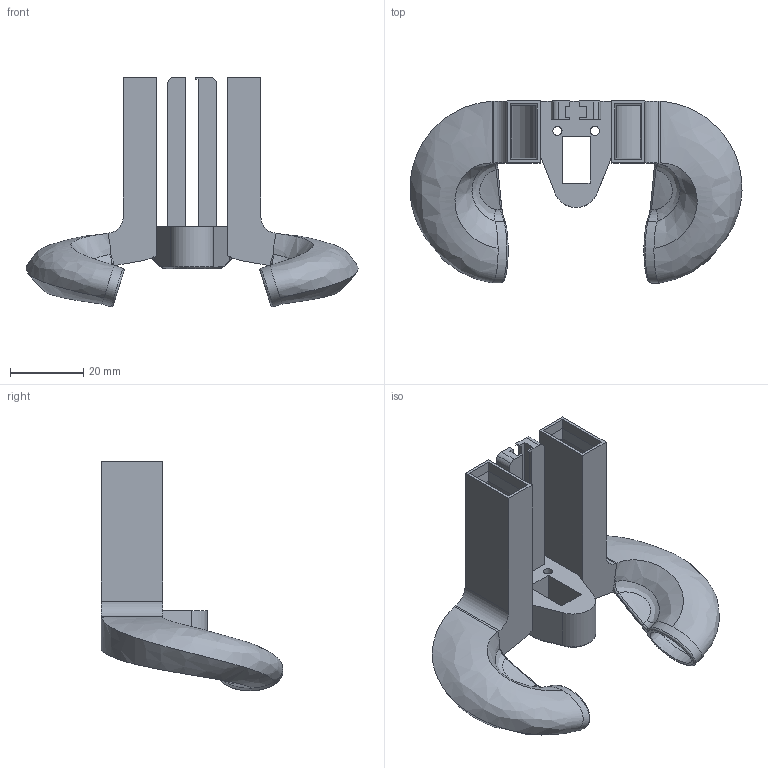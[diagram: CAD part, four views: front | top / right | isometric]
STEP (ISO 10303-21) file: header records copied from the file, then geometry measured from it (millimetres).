
FILE_DESCRIPTION(('HOOPS Exchange Step'),'2;1');
FILE_NAME('temp_export','2024-07-07T08:56:42-14:00',('bjonk'),('Shapr3D Limited'),'HOOPS Exchange 2024.2','Shapr3D','Authorized');
FILE_SCHEMA( ('AUTOMOTIVE_DESIGN { 1 0 10303 214 1 1 1 1 }') );
Length unit declared in the file: millimetre
Products named in the file (4): Euclid nozzle v5.stp; Breezer Nozzle Euclid.x_t; My variations; root
Assembly tree (3 placements, depth 4):
  root
    My variations
      Breezer Nozzle Euclid.x_t
        Euclid nozzle v5.stp
Bounding box: 90.38 x 49.45 x 62.54 mm (x, y, z)
Volume: 17805.8 mm3; surface area: 22620.8 mm2
Topology: 1 solids, 1 shells, 185 faces, 541 edges, 360 vertices
Faces by surface type: plane 95, bspline 54, cylinder 26, cone 10
Full cylindrical faces by diameter (mm): 2.5 x4
Entity records: 15024 total; most frequent: CARTESIAN_POINT 10496, ORIENTED_EDGE 1082, DIRECTION 689, EDGE_CURVE 541, VERTEX_POINT 360, VECTOR 275, LINE 275, AXIS2_PLACEMENT_3D 207
